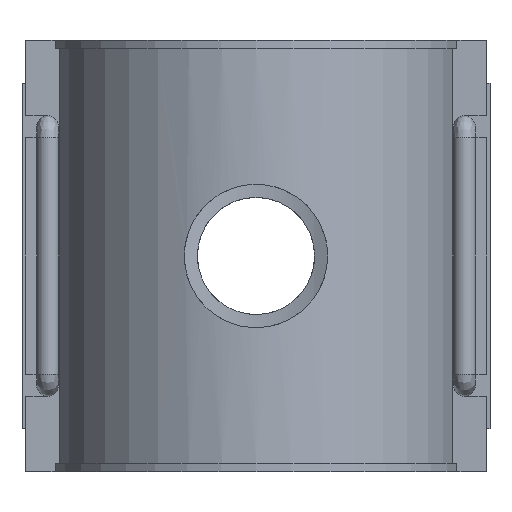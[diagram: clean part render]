
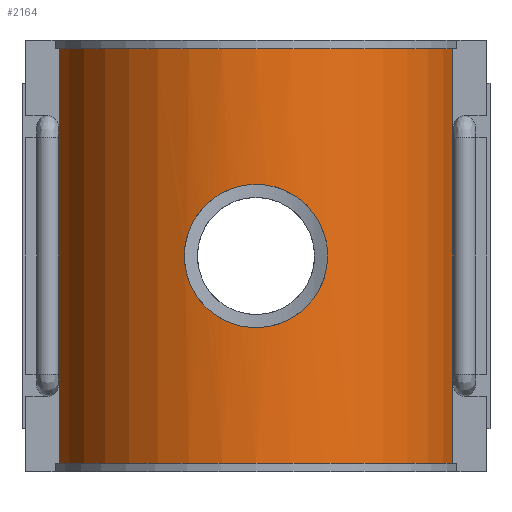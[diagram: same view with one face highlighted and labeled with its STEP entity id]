
A CAD part, front view. The second image highlights one B-rep face of the part: STEP entity #2164.
In plain terms, the highlighted cylindrical face has radius 55 mm (diameter 110 mm), a partial arc.
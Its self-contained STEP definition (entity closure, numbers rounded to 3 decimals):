
#31=LINE('',#3593,#238);
#66=LINE('',#3815,#273);
#238=VECTOR('',#2534,113.28);
#273=VECTOR('',#2611,113.28);
#532=CIRCLE('',#2298,55.);
#540=CIRCLE('',#2312,55.);
#612=FACE_BOUND('',#814,.T.);
#670=FACE_OUTER_BOUND('',#813,.T.);
#813=EDGE_LOOP('',(#1612,#1613,#1614,#1615));
#814=EDGE_LOOP('',(#1616));
#962=B_SPLINE_CURVE_WITH_KNOTS('',3,(#3078,#3079,#3080,#3081,#3082,#3083,
#3084,#3085,#3086,#3087,#3088,#3089,#3090,#3091,#3092,#3093,#3094,#3095,
#3096,#3097,#3098,#3099,#3100,#3101,#3102,#3103,#3104,#3105,#3106,#3107,
#3108,#3109,#3110,#3111,#3112,#3113,#3114,#3115,#3116,#3117,#3118,#3119,
#3120,#3121,#3122,#3123,#3124,#3125,#3126,#3127,#3128,#3129,#3130,#3131,
#3132,#3133,#3134,#3135,#3136,#3137,#3138,#3139,#3140,#3141,#3142,#3143),
 .UNSPECIFIED.,.T.,.F.,(4,2,2,2,2,2,2,2,2,2,2,2,2,2,2,2,2,2,2,2,2,2,2,2,
2,2,2,2,2,2,2,2,4),(0.,0.373,0.746,1.119,
1.491,1.864,2.237,2.609,2.982,
3.354,3.727,4.1,4.472,4.845,
5.218,5.591,5.964,6.336,6.709,
7.082,7.455,7.828,8.2,8.573,
8.945,9.318,9.691,10.063,10.436,
10.809,11.182,11.554,11.927),
 .UNSPECIFIED.);
#987=VERTEX_POINT('',#3077);
#1007=VERTEX_POINT('',#3578);
#1008=VERTEX_POINT('',#3580);
#1012=VERTEX_POINT('',#3592);
#1031=VERTEX_POINT('',#3637);
#1195=EDGE_CURVE('',#987,#987,#962,.T.);
#1219=EDGE_CURVE('',#1007,#1008,#532,.T.);
#1224=EDGE_CURVE('',#1007,#1012,#31,.T.);
#1246=EDGE_CURVE('',#1031,#1012,#540,.T.);
#1279=EDGE_CURVE('',#1008,#1031,#66,.T.);
#1612=ORIENTED_EDGE('',*,*,#1219,.T.);
#1613=ORIENTED_EDGE('',*,*,#1279,.T.);
#1614=ORIENTED_EDGE('',*,*,#1246,.T.);
#1615=ORIENTED_EDGE('',*,*,#1224,.F.);
#1616=ORIENTED_EDGE('',*,*,#1195,.T.);
#2121=CYLINDRICAL_SURFACE('',#2322,55.);
#2164=ADVANCED_FACE('',(#670,#612),#2121,.T.);
#2298=AXIS2_PLACEMENT_3D('',#3582,#2524,#2525);
#2312=AXIS2_PLACEMENT_3D('',#3638,#2571,#2572);
#2322=AXIS2_PLACEMENT_3D('',#3816,#2612,#2613);
#2524=DIRECTION('center_axis',(0.,0.,1.));
#2525=DIRECTION('ref_axis',(1.,0.,0.));
#2534=DIRECTION('',(0.,0.,1.));
#2571=DIRECTION('center_axis',(0.,0.,-1.));
#2572=DIRECTION('ref_axis',(1.,0.,0.));
#2611=DIRECTION('',(0.,0.,1.));
#2612=DIRECTION('center_axis',(0.,0.,1.));
#2613=DIRECTION('ref_axis',(1.,0.,0.));
#3077=CARTESIAN_POINT('',(19.6,-51.389,0.));
#3078=CARTESIAN_POINT('Ctrl Pts',(19.6,-51.389,0.));
#3079=CARTESIAN_POINT('Ctrl Pts',(19.6,-51.389,-1.243));
#3080=CARTESIAN_POINT('Ctrl Pts',(19.48,-51.435,-2.524));
#3081=CARTESIAN_POINT('Ctrl Pts',(18.978,-51.623,-5.065));
#3082=CARTESIAN_POINT('Ctrl Pts',(18.597,-51.763,-6.326));
#3083=CARTESIAN_POINT('Ctrl Pts',(17.594,-52.113,-8.736));
#3084=CARTESIAN_POINT('Ctrl Pts',(16.971,-52.322,-9.889));
#3085=CARTESIAN_POINT('Ctrl Pts',(15.536,-52.766,-12.018));
#3086=CARTESIAN_POINT('Ctrl Pts',(14.724,-53.,-12.995));
#3087=CARTESIAN_POINT('Ctrl Pts',(12.996,-53.45,-14.723));
#3088=CARTESIAN_POINT('Ctrl Pts',(12.019,-53.682,-15.535));
#3089=CARTESIAN_POINT('Ctrl Pts',(9.89,-54.114,-16.971));
#3090=CARTESIAN_POINT('Ctrl Pts',(8.737,-54.315,-17.594));
#3091=CARTESIAN_POINT('Ctrl Pts',(6.325,-54.649,-18.597));
#3092=CARTESIAN_POINT('Ctrl Pts',(5.065,-54.781,-18.979));
#3093=CARTESIAN_POINT('Ctrl Pts',(2.523,-54.957,-19.48));
#3094=CARTESIAN_POINT('Ctrl Pts',(1.242,-55.,-19.6));
#3095=CARTESIAN_POINT('Ctrl Pts',(-1.242,-55.,-19.6));
#3096=CARTESIAN_POINT('Ctrl Pts',(-2.523,-54.957,-19.48));
#3097=CARTESIAN_POINT('Ctrl Pts',(-5.065,-54.781,-18.979));
#3098=CARTESIAN_POINT('Ctrl Pts',(-6.325,-54.649,-18.597));
#3099=CARTESIAN_POINT('Ctrl Pts',(-8.737,-54.315,-17.594));
#3100=CARTESIAN_POINT('Ctrl Pts',(-9.89,-54.114,-16.971));
#3101=CARTESIAN_POINT('Ctrl Pts',(-12.019,-53.682,-15.535));
#3102=CARTESIAN_POINT('Ctrl Pts',(-12.996,-53.45,-14.723));
#3103=CARTESIAN_POINT('Ctrl Pts',(-14.724,-53.,-12.995));
#3104=CARTESIAN_POINT('Ctrl Pts',(-15.536,-52.766,-12.018));
#3105=CARTESIAN_POINT('Ctrl Pts',(-16.971,-52.322,-9.889));
#3106=CARTESIAN_POINT('Ctrl Pts',(-17.594,-52.113,-8.736));
#3107=CARTESIAN_POINT('Ctrl Pts',(-18.597,-51.763,-6.326));
#3108=CARTESIAN_POINT('Ctrl Pts',(-18.978,-51.623,-5.065));
#3109=CARTESIAN_POINT('Ctrl Pts',(-19.48,-51.435,-2.524));
#3110=CARTESIAN_POINT('Ctrl Pts',(-19.6,-51.389,-1.243));
#3111=CARTESIAN_POINT('Ctrl Pts',(-19.6,-51.389,1.243));
#3112=CARTESIAN_POINT('Ctrl Pts',(-19.48,-51.435,2.524));
#3113=CARTESIAN_POINT('Ctrl Pts',(-18.978,-51.623,5.065));
#3114=CARTESIAN_POINT('Ctrl Pts',(-18.597,-51.763,6.326));
#3115=CARTESIAN_POINT('Ctrl Pts',(-17.594,-52.113,8.736));
#3116=CARTESIAN_POINT('Ctrl Pts',(-16.971,-52.322,9.889));
#3117=CARTESIAN_POINT('Ctrl Pts',(-15.536,-52.766,12.018));
#3118=CARTESIAN_POINT('Ctrl Pts',(-14.724,-53.,12.995));
#3119=CARTESIAN_POINT('Ctrl Pts',(-12.996,-53.45,14.723));
#3120=CARTESIAN_POINT('Ctrl Pts',(-12.019,-53.682,15.535));
#3121=CARTESIAN_POINT('Ctrl Pts',(-9.89,-54.114,16.971));
#3122=CARTESIAN_POINT('Ctrl Pts',(-8.737,-54.315,17.594));
#3123=CARTESIAN_POINT('Ctrl Pts',(-6.325,-54.649,18.597));
#3124=CARTESIAN_POINT('Ctrl Pts',(-5.065,-54.781,18.979));
#3125=CARTESIAN_POINT('Ctrl Pts',(-2.523,-54.957,19.48));
#3126=CARTESIAN_POINT('Ctrl Pts',(-1.242,-55.,19.6));
#3127=CARTESIAN_POINT('Ctrl Pts',(1.242,-55.,19.6));
#3128=CARTESIAN_POINT('Ctrl Pts',(2.523,-54.957,19.48));
#3129=CARTESIAN_POINT('Ctrl Pts',(5.065,-54.781,18.979));
#3130=CARTESIAN_POINT('Ctrl Pts',(6.325,-54.649,18.597));
#3131=CARTESIAN_POINT('Ctrl Pts',(8.737,-54.315,17.594));
#3132=CARTESIAN_POINT('Ctrl Pts',(9.89,-54.114,16.971));
#3133=CARTESIAN_POINT('Ctrl Pts',(12.019,-53.682,15.535));
#3134=CARTESIAN_POINT('Ctrl Pts',(12.996,-53.45,14.723));
#3135=CARTESIAN_POINT('Ctrl Pts',(14.724,-53.,12.995));
#3136=CARTESIAN_POINT('Ctrl Pts',(15.536,-52.766,12.018));
#3137=CARTESIAN_POINT('Ctrl Pts',(16.971,-52.322,9.889));
#3138=CARTESIAN_POINT('Ctrl Pts',(17.594,-52.113,8.736));
#3139=CARTESIAN_POINT('Ctrl Pts',(18.597,-51.763,6.326));
#3140=CARTESIAN_POINT('Ctrl Pts',(18.978,-51.623,5.065));
#3141=CARTESIAN_POINT('Ctrl Pts',(19.48,-51.435,2.524));
#3142=CARTESIAN_POINT('Ctrl Pts',(19.6,-51.389,1.243));
#3143=CARTESIAN_POINT('Ctrl Pts',(19.6,-51.389,0.));
#3578=CARTESIAN_POINT('',(-53.837,-11.25,-56.64));
#3580=CARTESIAN_POINT('',(53.837,-11.25,-56.64));
#3582=CARTESIAN_POINT('Origin',(0.,0.,-56.64));
#3592=CARTESIAN_POINT('',(-53.837,-11.25,56.64));
#3593=CARTESIAN_POINT('',(-53.837,-11.25,0.));
#3637=CARTESIAN_POINT('',(53.837,-11.25,56.64));
#3638=CARTESIAN_POINT('Origin',(0.,0.,56.64));
#3815=CARTESIAN_POINT('',(53.837,-11.25,0.));
#3816=CARTESIAN_POINT('Origin',(0.,0.,0.));
